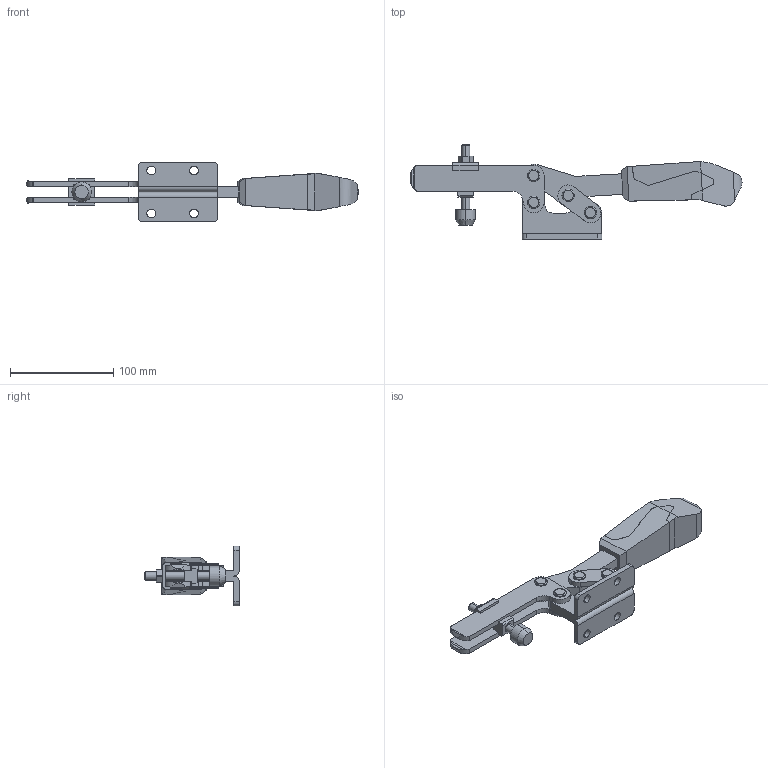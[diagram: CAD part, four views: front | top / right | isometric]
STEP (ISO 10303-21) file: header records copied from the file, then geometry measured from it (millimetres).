
FILE_DESCRIPTION(('STEP AP214'),'1');
FILE_NAME('HALDERN_EH_23330_1006.stp','2019-11-14T12:13:41',('TraceParts'),('TraceParts S.A.'),'Spatial InterOp 3D',' ',' ');
FILE_SCHEMA(('AUTOMOTIVE_DESIGN { 1 0 10303 214 1 1 1 1 }'));
Length unit declared in the file: millimetre
Products named in the file (1): HALDERN_EH_23330_1006_1
Bounding box: 321.94 x 91.35 x 58 mm (x, y, z)
Volume: 241786.3 mm3; surface area: 69869.3 mm2
Topology: 7 solids, 8 shells, 292 faces, 751 edges, 492 vertices
Faces by surface type: plane 131, cylinder 129, bspline 16, cone 16
Entity records: 11614 total; most frequent: CARTESIAN_POINT 2116, ORIENTED_EDGE 1502, DIRECTION 1461, EDGE_CURVE 751, AXIS2_PLACEMENT_3D 525, VERTEX_POINT 492, LINE 411, VECTOR 411
